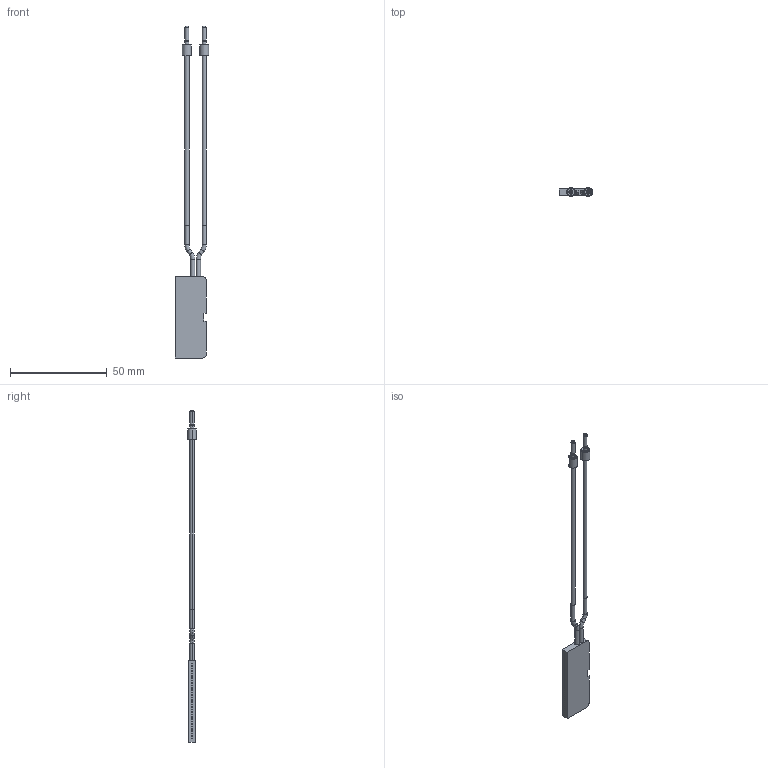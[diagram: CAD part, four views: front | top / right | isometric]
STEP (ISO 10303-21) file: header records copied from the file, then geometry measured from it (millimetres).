
FILE_DESCRIPTION((''),'2;1');
FILE_NAME('193344_ASM','2016-03-02T',('pdmadmin'),(''),'PRO/ENGINEER BY PARAMETRIC TECHNOLOGY CORPORATION, 2013230','PRO/ENGINEER BY PARAMETRIC TECHNOLOGY CORPORATION, 2013230','');
FILE_SCHEMA(('CONFIG_CONTROL_DESIGN'));
Length unit declared in the file: inch
Products named in the file (41): 125825_AF0; 10143_CURVED_AF0; 10143_CURVED_AF1; 10143_AF0; 10143_AF1; FIBER_CORE_010_0-25_AF0; FIBER_CORE_010_0-25_AF1; FIBER_CORE_010_0-25_AF2; FIBER_CORE_010_0-25_AF3; FIBER_CORE_010_0-25_AF4; FIBER_CORE_010_0-25_AF5; FIBER_CORE_010_0-25_AF6; FIBER_CORE_010_0-25_AF7; FIBER_CORE_010_0-25_AF8; FIBER_CORE_010_0-25_AF9; FIBER_CORE_010_0-25_AF10; FIBER_CORE_010_0-25_AF11; FIBER_CORE_010_0-25_AF12; FIBER_CORE_010_0-25_AF13; FIBER_CORE_010_0-25_AF14; FIBER_CORE_010_0-25_AF15; FIBER_CORE_010_0-25_AF16; FIBER_CORE_010_0-25_AF17; FIBER_CORE_010_0-25_AF18; FIBER_CORE_010_0-25_AF19; FIBER_CORE_010_0-25_AF20; FIBER_CORE_010_0-25_AF21; FIBER_CORE_010_0-25_AF22; FIBER_CORE_010_0-25_AF23; FIBER_CORE_010_0-25_AF24; FIBER_CORE_010_0-25_AF25; FIBER_CORE_010_0-25_AF26; FIBER_CORE_010_0-25_AF27; FIBER_CORE_010_0-25_AF28; FIBER_CORE_010_0-25_AF29; FIBER_CORE_010_0-25_AF30; FIBER_CORE_010_0-25_AF31; 126213; 75500_ASM; 75500_POTTING ...
Assembly tree (41 placements, depth 3):
  193344_ASM
    75500_ASM
      125825_AF0
      10143_CURVED_AF0
      10143_CURVED_AF1
      10143_AF0
      10143_AF1
      FIBER_CORE_010_0-25_AF0
      FIBER_CORE_010_0-25_AF1
      FIBER_CORE_010_0-25_AF2
      FIBER_CORE_010_0-25_AF3
      FIBER_CORE_010_0-25_AF4
      FIBER_CORE_010_0-25_AF5
      FIBER_CORE_010_0-25_AF6
      FIBER_CORE_010_0-25_AF7
      FIBER_CORE_010_0-25_AF8
      FIBER_CORE_010_0-25_AF9
      FIBER_CORE_010_0-25_AF10
      FIBER_CORE_010_0-25_AF11
      FIBER_CORE_010_0-25_AF12
      FIBER_CORE_010_0-25_AF13
      FIBER_CORE_010_0-25_AF14
      FIBER_CORE_010_0-25_AF15
      FIBER_CORE_010_0-25_AF16
      FIBER_CORE_010_0-25_AF17
      FIBER_CORE_010_0-25_AF18
      FIBER_CORE_010_0-25_AF19
      FIBER_CORE_010_0-25_AF20
      FIBER_CORE_010_0-25_AF21
      FIBER_CORE_010_0-25_AF22
      FIBER_CORE_010_0-25_AF23
      FIBER_CORE_010_0-25_AF24
      FIBER_CORE_010_0-25_AF25
      FIBER_CORE_010_0-25_AF26
      FIBER_CORE_010_0-25_AF27
      FIBER_CORE_010_0-25_AF28
      FIBER_CORE_010_0-25_AF29
      FIBER_CORE_010_0-25_AF30
      FIBER_CORE_010_0-25_AF31
      126213  x2
    75500_POTTING
Bounding box: 17.27 x 4.57 x 171.3 mm (x, y, z)
Volume: 3280.9 mm3; surface area: 8383.9 mm2
Topology: 54 solids, 54 shells, 501 faces, 1069 edges, 694 vertices
Faces by surface type: cylinder 270, plane 199, torus 16, cone 16
Entity records: 14301 total; most frequent: DIRECTION 2765, CARTESIAN_POINT 2322, ORIENTED_EDGE 2030, AXIS2_PLACEMENT_3D 1166, EDGE_CURVE 1015, VERTEX_POINT 662, CIRCLE 571, EDGE_LOOP 567
